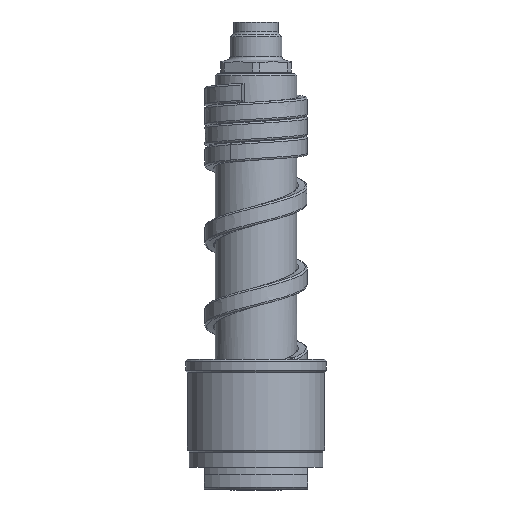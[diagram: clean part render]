
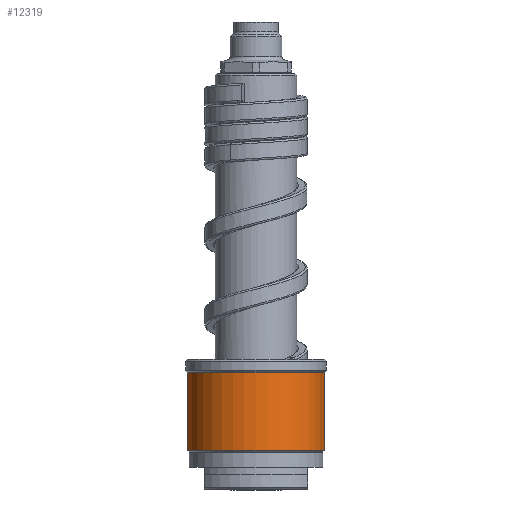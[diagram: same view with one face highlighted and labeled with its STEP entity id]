
A CAD part, front view. The second image highlights one B-rep face of the part: STEP entity #12319.
In plain terms, the highlighted cylindrical face has radius 18.5 mm (diameter 37 mm), a partial arc.
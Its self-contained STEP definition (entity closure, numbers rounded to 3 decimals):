
#3737=CARTESIAN_POINT('',(0.,0.,10.583));
#3738=DIRECTION('',(0.,0.,1.));
#3739=DIRECTION('',(-1.,0.,0.));
#3740=AXIS2_PLACEMENT_3D('',#3737,#3738,#3739);
#3742=DIRECTION('',(0.,0.,-1.));
#3743=VECTOR('',#3742,20.834);
#3744=CARTESIAN_POINT('',(-18.5,0.,31.417));
#3745=LINE('',#3744,#3743);
#3746=CARTESIAN_POINT('',(0.,0.,31.417));
#3747=DIRECTION('',(0.,0.,1.));
#3748=DIRECTION('',(-1.,0.,0.));
#3749=AXIS2_PLACEMENT_3D('',#3746,#3747,#3748);
#3751=DIRECTION('',(0.,0.,-1.));
#3752=VECTOR('',#3751,20.834);
#3753=CARTESIAN_POINT('',(18.5,0.,31.417));
#3754=LINE('',#3753,#3752);
#6617=CARTESIAN_POINT('',(18.5,0.,31.417));
#6618=CARTESIAN_POINT('',(-18.5,0.,31.417));
#6619=VERTEX_POINT('',#6617);
#6620=VERTEX_POINT('',#6618);
#6643=CARTESIAN_POINT('',(18.5,0.,10.583));
#6644=VERTEX_POINT('',#6643);
#6645=CARTESIAN_POINT('',(-18.5,0.,10.583));
#6646=VERTEX_POINT('',#6645);
#12307=CARTESIAN_POINT('',(0.,0.,8.75));
#12308=DIRECTION('',(0.,0.,1.));
#12309=DIRECTION('',(-1.,0.,0.));
#12310=AXIS2_PLACEMENT_3D('',#12307,#12308,#12309);
#12311=CYLINDRICAL_SURFACE('',#12310,18.5);
#12312=ORIENTED_EDGE('',*,*,#9956,.F.);
#12313=ORIENTED_EDGE('',*,*,#9937,.F.);
#12315=ORIENTED_EDGE('',*,*,#12314,.T.);
#12316=ORIENTED_EDGE('',*,*,#9933,.T.);
#12317=EDGE_LOOP('',(#12312,#12313,#12315,#12316));
#12318=FACE_OUTER_BOUND('',#12317,.F.);
#3741=CIRCLE('',#3740,18.5);
#3750=CIRCLE('',#3749,18.5);
#9933=EDGE_CURVE('',#6619,#6644,#3754,.T.);
#9937=EDGE_CURVE('',#6620,#6646,#3745,.T.);
#9956=EDGE_CURVE('',#6646,#6644,#3741,.T.);
#12314=EDGE_CURVE('',#6620,#6619,#3750,.T.);
#12319=ADVANCED_FACE('',(#12318),#12311,.T.);
